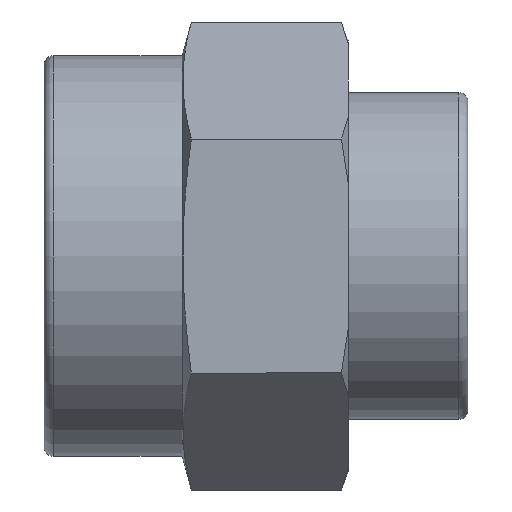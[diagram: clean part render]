
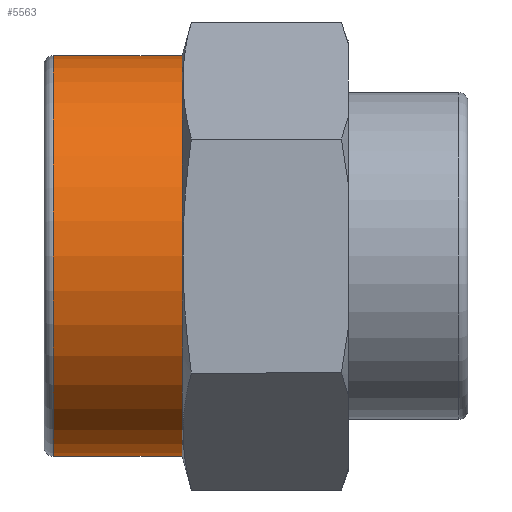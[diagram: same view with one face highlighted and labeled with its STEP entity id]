
A CAD part, front view. The second image highlights one B-rep face of the part: STEP entity #5563.
In plain terms, the highlighted cylindrical face has radius 21.75 mm (diameter 43.5 mm), a partial arc.
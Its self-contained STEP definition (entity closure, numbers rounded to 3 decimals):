
#44 = CIRCLE ( 'NONE', #4841, 21.75 ) ;
#62 = VERTEX_POINT ( 'NONE', #9755 ) ;
#79 = VERTEX_POINT ( 'NONE', #9772 ) ;
#84 = VERTEX_POINT ( 'NONE', #9777 ) ;
#86 = VERTEX_POINT ( 'NONE', #9779 ) ;
#292 = EDGE_CURVE ( 'NONE', #79, #86, #44, .T. ) ;
#329 = EDGE_CURVE ( 'NONE', #84, #62, #10815, .T. ) ;
#342 = EDGE_CURVE ( 'NONE', #84, #86, #4454, .T. ) ;
#343 = EDGE_CURVE ( 'NONE', #62, #79, #4466, .T. ) ;
#4405 = CARTESIAN_POINT ( 'NONE',  ( -31., 0., 0. ) ) ;
#4406 = DIRECTION ( 'NONE',  ( -1., 0., 0. ) ) ;
#4407 = DIRECTION ( 'NONE',  ( 0., 0., 1. ) ) ;
#4454 = LINE ( 'NONE', #4455, #10827 ) ;
#4455 = CARTESIAN_POINT ( 'NONE',  ( 0., 0., -21.75 ) ) ;
#4465 = DIRECTION ( 'NONE',  ( -1., 0., 0. ) ) ;
#4466 = LINE ( 'NONE', #4467, #10829 ) ;
#4467 = CARTESIAN_POINT ( 'NONE',  ( 0., 0., 21.75 ) ) ;
#4468 = DIRECTION ( 'NONE',  ( -1., 0., 0. ) ) ;
#4748 = CARTESIAN_POINT ( 'NONE',  ( -45., 0., 0. ) ) ;
#4749 = DIRECTION ( 'NONE',  ( 1., 0., 0. ) ) ;
#4750 = DIRECTION ( 'NONE',  ( 0., 0., -1. ) ) ;
#4841 = AXIS2_PLACEMENT_3D ( 'NONE', #4748, #4749, #4750 ) ;
#5125 = DIRECTION ( 'NONE',  ( -1., 0., 0. ) ) ;
#5127 = FACE_OUTER_BOUND ( 'NONE', #9656, .T. ) ;
#5128 = CARTESIAN_POINT ( 'NONE',  ( 0., 0., 0. ) ) ;
#5130 = CYLINDRICAL_SURFACE ( 'NONE', #7773, 21.75 ) ;
#5131 = DIRECTION ( 'NONE',  ( 0., 0., 1. ) ) ;
#5563 = ADVANCED_FACE ( 'NONE', ( #5127 ), #5130, .T. ) ;
#7773 = AXIS2_PLACEMENT_3D ( 'NONE', #5128, #5125, #5131 ) ;
#9489 = ORIENTED_EDGE ( 'NONE', *, *, #342, .F. ) ;
#9490 = ORIENTED_EDGE ( 'NONE', *, *, #329, .T. ) ;
#9491 = ORIENTED_EDGE ( 'NONE', *, *, #343, .T. ) ;
#9492 = ORIENTED_EDGE ( 'NONE', *, *, #292, .T. ) ;
#9656 = EDGE_LOOP ( 'NONE', ( #9489, #9490, #9491, #9492 ) ) ;
#9755 = CARTESIAN_POINT ( 'NONE',  ( -31., 0., 21.75 ) ) ;
#9772 = CARTESIAN_POINT ( 'NONE',  ( -45., 0., 21.75 ) ) ;
#9777 = CARTESIAN_POINT ( 'NONE',  ( -31., 0., -21.75 ) ) ;
#9779 = CARTESIAN_POINT ( 'NONE',  ( -45., 0., -21.75 ) ) ;
#10815 = CIRCLE ( 'NONE', #10818, 21.75 ) ;
#10818 = AXIS2_PLACEMENT_3D ( 'NONE', #4405, #4406, #4407 ) ;
#10827 = VECTOR ( 'NONE', #4465, 1000. ) ;
#10829 = VECTOR ( 'NONE', #4468, 1000. ) ;
